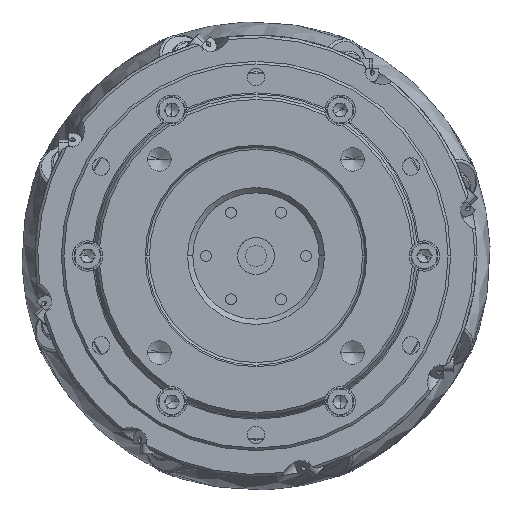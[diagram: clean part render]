
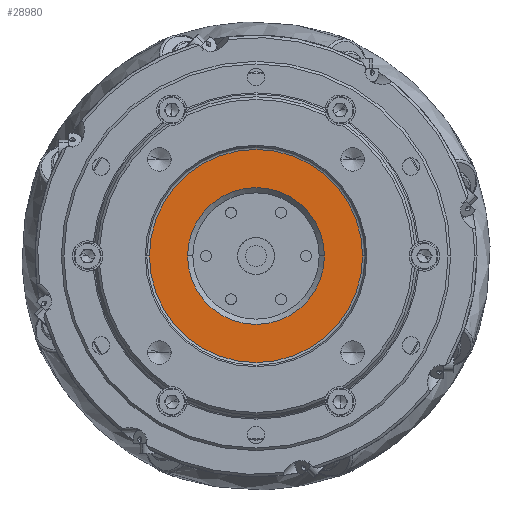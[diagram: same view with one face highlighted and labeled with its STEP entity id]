
A CAD part, left-side view. The second image highlights one B-rep face of the part: STEP entity #28980.
In plain terms, the highlighted planar face has unit normal (-1, 0, 0).
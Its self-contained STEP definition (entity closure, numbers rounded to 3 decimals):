
#2179 = DIRECTION ( 'NONE',  ( 1., 0., 0. ) ) ;
#2858 = CARTESIAN_POINT ( 'NONE',  ( -74., 0., 0. ) ) ;
#3060 = AXIS2_PLACEMENT_3D ( 'NONE', #34288, #28646, #39265 ) ;
#5446 = DIRECTION ( 'NONE',  ( 1., 0., 0. ) ) ;
#6818 = CIRCLE ( 'NONE', #15336, 40.5 ) ;
#7807 = DIRECTION ( 'NONE',  ( 0., -1., 0. ) ) ;
#8919 = CARTESIAN_POINT ( 'NONE',  ( -74., -26., 0. ) ) ;
#9412 = EDGE_CURVE ( 'NONE', #47058, #20955, #31038, .T. ) ;
#10777 = DIRECTION ( 'NONE',  ( -1., 0., 0. ) ) ;
#12221 = EDGE_LOOP ( 'NONE', ( #44623, #56758 ) ) ;
#13118 = DIRECTION ( 'NONE',  ( -1., 0., 0. ) ) ;
#13680 = CIRCLE ( 'NONE', #3060, 26. ) ;
#15336 = AXIS2_PLACEMENT_3D ( 'NONE', #55726, #10777, #45717 ) ;
#17212 = ORIENTED_EDGE ( 'NONE', *, *, #27801, .T. ) ;
#20955 = VERTEX_POINT ( 'NONE', #35265 ) ;
#21200 = CIRCLE ( 'NONE', #31843, 26. ) ;
#21342 = VERTEX_POINT ( 'NONE', #8919 ) ;
#24469 = ORIENTED_EDGE ( 'NONE', *, *, #55918, .T. ) ;
#27661 = VERTEX_POINT ( 'NONE', #31356 ) ;
#27801 = EDGE_CURVE ( 'NONE', #21342, #27661, #13680, .T. ) ;
#28646 = DIRECTION ( 'NONE',  ( 1., 0., 0. ) ) ;
#28980 = ADVANCED_FACE ( 'NONE', ( #46365, #31403 ), #30095, .F. ) ;
#30095 = PLANE ( 'NONE',  #59515 ) ;
#30179 = EDGE_CURVE ( 'NONE', #20955, #47058, #6818, .T. ) ;
#31038 = CIRCLE ( 'NONE', #58691, 40.5 ) ;
#31356 = CARTESIAN_POINT ( 'NONE',  ( -74., 26., 0. ) ) ;
#31403 = FACE_BOUND ( 'NONE', #37820, .T. ) ;
#31843 = AXIS2_PLACEMENT_3D ( 'NONE', #2858, #2179, #58091 ) ;
#34288 = CARTESIAN_POINT ( 'NONE',  ( -74., 0., 0. ) ) ;
#35265 = CARTESIAN_POINT ( 'NONE',  ( -74., -40.5, 0. ) ) ;
#37820 = EDGE_LOOP ( 'NONE', ( #24469, #17212 ) ) ;
#39265 = DIRECTION ( 'NONE',  ( 0., -1., 0. ) ) ;
#40384 = DIRECTION ( 'NONE',  ( 0., -1., 0. ) ) ;
#43074 = CARTESIAN_POINT ( 'NONE',  ( -74., 0., 0. ) ) ;
#44623 = ORIENTED_EDGE ( 'NONE', *, *, #30179, .T. ) ;
#45717 = DIRECTION ( 'NONE',  ( 0., -1., 0. ) ) ;
#46365 = FACE_OUTER_BOUND ( 'NONE', #12221, .T. ) ;
#47058 = VERTEX_POINT ( 'NONE', #65492 ) ;
#55713 = CARTESIAN_POINT ( 'NONE',  ( -74., 22., 0. ) ) ;
#55726 = CARTESIAN_POINT ( 'NONE',  ( -74., 0., 0. ) ) ;
#55918 = EDGE_CURVE ( 'NONE', #27661, #21342, #21200, .T. ) ;
#56758 = ORIENTED_EDGE ( 'NONE', *, *, #9412, .T. ) ;
#58091 = DIRECTION ( 'NONE',  ( 0., -1., 0. ) ) ;
#58691 = AXIS2_PLACEMENT_3D ( 'NONE', #43074, #13118, #7807 ) ;
#59515 = AXIS2_PLACEMENT_3D ( 'NONE', #55713, #5446, #40384 ) ;
#65492 = CARTESIAN_POINT ( 'NONE',  ( -74., 40.5, 0. ) ) ;
